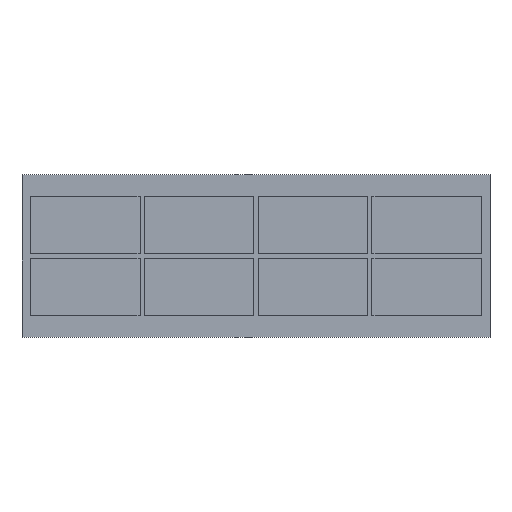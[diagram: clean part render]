
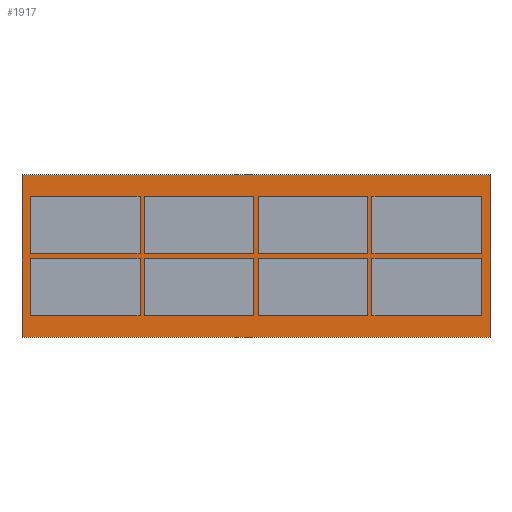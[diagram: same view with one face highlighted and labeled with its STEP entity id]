
A CAD part, top view. The second image highlights one B-rep face of the part: STEP entity #1917.
In plain terms, the highlighted planar face has unit normal (0, 0, 1).
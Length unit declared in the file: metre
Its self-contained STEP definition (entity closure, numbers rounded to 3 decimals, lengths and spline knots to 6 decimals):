
#85=ORIENTED_EDGE('',*,*,#607,.F.);
#86=ORIENTED_EDGE('',*,*,#608,.T.);
#87=ORIENTED_EDGE('',*,*,#609,.T.);
#88=ORIENTED_EDGE('',*,*,#610,.F.);
#89=ORIENTED_EDGE('',*,*,#611,.F.);
#90=ORIENTED_EDGE('',*,*,#612,.T.);
#91=ORIENTED_EDGE('',*,*,#613,.T.);
#92=ORIENTED_EDGE('',*,*,#614,.F.);
#93=ORIENTED_EDGE('',*,*,#615,.F.);
#94=ORIENTED_EDGE('',*,*,#616,.T.);
#95=ORIENTED_EDGE('',*,*,#617,.T.);
#96=ORIENTED_EDGE('',*,*,#618,.F.);
#97=ORIENTED_EDGE('',*,*,#619,.F.);
#98=ORIENTED_EDGE('',*,*,#620,.T.);
#99=ORIENTED_EDGE('',*,*,#621,.T.);
#100=ORIENTED_EDGE('',*,*,#622,.F.);
#101=ORIENTED_EDGE('',*,*,#623,.F.);
#102=ORIENTED_EDGE('',*,*,#624,.T.);
#103=ORIENTED_EDGE('',*,*,#625,.T.);
#104=ORIENTED_EDGE('',*,*,#626,.F.);
#105=ORIENTED_EDGE('',*,*,#627,.F.);
#106=ORIENTED_EDGE('',*,*,#628,.T.);
#107=ORIENTED_EDGE('',*,*,#629,.T.);
#108=ORIENTED_EDGE('',*,*,#630,.F.);
#109=ORIENTED_EDGE('',*,*,#631,.F.);
#110=ORIENTED_EDGE('',*,*,#632,.T.);
#111=ORIENTED_EDGE('',*,*,#633,.T.);
#112=ORIENTED_EDGE('',*,*,#634,.F.);
#113=ORIENTED_EDGE('',*,*,#635,.F.);
#114=ORIENTED_EDGE('',*,*,#636,.T.);
#115=ORIENTED_EDGE('',*,*,#593,.T.);
#116=ORIENTED_EDGE('',*,*,#637,.F.);
#117=ORIENTED_EDGE('',*,*,#638,.F.);
#118=ORIENTED_EDGE('',*,*,#639,.T.);
#119=ORIENTED_EDGE('',*,*,#640,.T.);
#120=ORIENTED_EDGE('',*,*,#641,.F.);
#593=EDGE_CURVE('',#858,#857,#1037,.T.);
#607=EDGE_CURVE('',#869,#870,#1051,.T.);
#608=EDGE_CURVE('',#869,#871,#1052,.T.);
#609=EDGE_CURVE('',#871,#872,#1053,.T.);
#610=EDGE_CURVE('',#870,#872,#1054,.T.);
#611=EDGE_CURVE('',#873,#874,#1055,.T.);
#612=EDGE_CURVE('',#873,#875,#1056,.T.);
#613=EDGE_CURVE('',#875,#876,#1057,.T.);
#614=EDGE_CURVE('',#874,#876,#1058,.T.);
#615=EDGE_CURVE('',#877,#878,#1059,.T.);
#616=EDGE_CURVE('',#877,#879,#1060,.T.);
#617=EDGE_CURVE('',#879,#880,#1061,.T.);
#618=EDGE_CURVE('',#878,#880,#1062,.T.);
#619=EDGE_CURVE('',#881,#882,#1063,.T.);
#620=EDGE_CURVE('',#881,#883,#1064,.T.);
#621=EDGE_CURVE('',#883,#884,#1065,.T.);
#622=EDGE_CURVE('',#882,#884,#1066,.T.);
#623=EDGE_CURVE('',#885,#886,#1067,.T.);
#624=EDGE_CURVE('',#885,#887,#1068,.T.);
#625=EDGE_CURVE('',#887,#888,#1069,.T.);
#626=EDGE_CURVE('',#886,#888,#1070,.T.);
#627=EDGE_CURVE('',#889,#890,#1071,.T.);
#628=EDGE_CURVE('',#889,#891,#1072,.T.);
#629=EDGE_CURVE('',#891,#892,#1073,.T.);
#630=EDGE_CURVE('',#890,#892,#1074,.T.);
#631=EDGE_CURVE('',#893,#894,#1075,.T.);
#632=EDGE_CURVE('',#893,#895,#1076,.T.);
#633=EDGE_CURVE('',#895,#896,#1077,.T.);
#634=EDGE_CURVE('',#894,#896,#1078,.T.);
#635=EDGE_CURVE('',#897,#898,#1079,.T.);
#636=EDGE_CURVE('',#897,#858,#1080,.T.);
#637=EDGE_CURVE('',#898,#857,#1081,.T.);
#638=EDGE_CURVE('',#899,#900,#1082,.T.);
#639=EDGE_CURVE('',#899,#901,#1083,.T.);
#640=EDGE_CURVE('',#901,#902,#1084,.T.);
#641=EDGE_CURVE('',#900,#902,#1085,.T.);
#857=VERTEX_POINT('',#2842);
#858=VERTEX_POINT('',#2844);
#869=VERTEX_POINT('',#2871);
#870=VERTEX_POINT('',#2872);
#871=VERTEX_POINT('',#2874);
#872=VERTEX_POINT('',#2876);
#873=VERTEX_POINT('',#2879);
#874=VERTEX_POINT('',#2880);
#875=VERTEX_POINT('',#2882);
#876=VERTEX_POINT('',#2884);
#877=VERTEX_POINT('',#2887);
#878=VERTEX_POINT('',#2888);
#879=VERTEX_POINT('',#2890);
#880=VERTEX_POINT('',#2892);
#881=VERTEX_POINT('',#2895);
#882=VERTEX_POINT('',#2896);
#883=VERTEX_POINT('',#2898);
#884=VERTEX_POINT('',#2900);
#885=VERTEX_POINT('',#2903);
#886=VERTEX_POINT('',#2904);
#887=VERTEX_POINT('',#2906);
#888=VERTEX_POINT('',#2908);
#889=VERTEX_POINT('',#2911);
#890=VERTEX_POINT('',#2912);
#891=VERTEX_POINT('',#2914);
#892=VERTEX_POINT('',#2916);
#893=VERTEX_POINT('',#2919);
#894=VERTEX_POINT('',#2920);
#895=VERTEX_POINT('',#2922);
#896=VERTEX_POINT('',#2924);
#897=VERTEX_POINT('',#2927);
#898=VERTEX_POINT('',#2928);
#899=VERTEX_POINT('',#2932);
#900=VERTEX_POINT('',#2933);
#901=VERTEX_POINT('',#2935);
#902=VERTEX_POINT('',#2937);
#1037=LINE('',#2843,#1305);
#1051=LINE('',#2870,#1319);
#1052=LINE('',#2873,#1320);
#1053=LINE('',#2875,#1321);
#1054=LINE('',#2877,#1322);
#1055=LINE('',#2878,#1323);
#1056=LINE('',#2881,#1324);
#1057=LINE('',#2883,#1325);
#1058=LINE('',#2885,#1326);
#1059=LINE('',#2886,#1327);
#1060=LINE('',#2889,#1328);
#1061=LINE('',#2891,#1329);
#1062=LINE('',#2893,#1330);
#1063=LINE('',#2894,#1331);
#1064=LINE('',#2897,#1332);
#1065=LINE('',#2899,#1333);
#1066=LINE('',#2901,#1334);
#1067=LINE('',#2902,#1335);
#1068=LINE('',#2905,#1336);
#1069=LINE('',#2907,#1337);
#1070=LINE('',#2909,#1338);
#1071=LINE('',#2910,#1339);
#1072=LINE('',#2913,#1340);
#1073=LINE('',#2915,#1341);
#1074=LINE('',#2917,#1342);
#1075=LINE('',#2918,#1343);
#1076=LINE('',#2921,#1344);
#1077=LINE('',#2923,#1345);
#1078=LINE('',#2925,#1346);
#1079=LINE('',#2926,#1347);
#1080=LINE('',#2929,#1348);
#1081=LINE('',#2930,#1349);
#1082=LINE('',#2931,#1350);
#1083=LINE('',#2934,#1351);
#1084=LINE('',#2936,#1352);
#1085=LINE('',#2938,#1353);
#1305=VECTOR('',#2315,1.);
#1319=VECTOR('',#2333,1.);
#1320=VECTOR('',#2334,1.);
#1321=VECTOR('',#2335,1.);
#1322=VECTOR('',#2336,1.);
#1323=VECTOR('',#2337,1.);
#1324=VECTOR('',#2338,1.);
#1325=VECTOR('',#2339,1.);
#1326=VECTOR('',#2340,1.);
#1327=VECTOR('',#2341,1.);
#1328=VECTOR('',#2342,1.);
#1329=VECTOR('',#2343,1.);
#1330=VECTOR('',#2344,1.);
#1331=VECTOR('',#2345,1.);
#1332=VECTOR('',#2346,1.);
#1333=VECTOR('',#2347,1.);
#1334=VECTOR('',#2348,1.);
#1335=VECTOR('',#2349,1.);
#1336=VECTOR('',#2350,1.);
#1337=VECTOR('',#2351,1.);
#1338=VECTOR('',#2352,1.);
#1339=VECTOR('',#2353,1.);
#1340=VECTOR('',#2354,1.);
#1341=VECTOR('',#2355,1.);
#1342=VECTOR('',#2356,1.);
#1343=VECTOR('',#2357,1.);
#1344=VECTOR('',#2358,1.);
#1345=VECTOR('',#2359,1.);
#1346=VECTOR('',#2360,1.);
#1347=VECTOR('',#2361,1.);
#1348=VECTOR('',#2362,1.);
#1349=VECTOR('',#2363,1.);
#1350=VECTOR('',#2364,1.);
#1351=VECTOR('',#2365,1.);
#1352=VECTOR('',#2366,1.);
#1353=VECTOR('',#2367,1.);
#1559=EDGE_LOOP('',(#85,#86,#87,#88));
#1560=EDGE_LOOP('',(#89,#90,#91,#92));
#1561=EDGE_LOOP('',(#93,#94,#95,#96));
#1562=EDGE_LOOP('',(#97,#98,#99,#100));
#1563=EDGE_LOOP('',(#101,#102,#103,#104));
#1564=EDGE_LOOP('',(#105,#106,#107,#108));
#1565=EDGE_LOOP('',(#109,#110,#111,#112));
#1566=EDGE_LOOP('',(#113,#114,#115,#116));
#1567=EDGE_LOOP('',(#117,#118,#119,#120));
#1681=FACE_BOUND('',#1559,.T.);
#1682=FACE_BOUND('',#1560,.T.);
#1683=FACE_BOUND('',#1561,.T.);
#1684=FACE_BOUND('',#1562,.T.);
#1685=FACE_BOUND('',#1563,.T.);
#1686=FACE_BOUND('',#1564,.T.);
#1687=FACE_BOUND('',#1565,.T.);
#1688=FACE_BOUND('',#1566,.T.);
#1689=FACE_BOUND('',#1567,.T.);
#1803=PLANE('',#2156);
#1917=ADVANCED_FACE('',(#1681,#1682,#1683,#1684,#1685,#1686,#1687,#1688,
#1689),#1803,.T.);
#2156=AXIS2_PLACEMENT_3D('',#2869,#2331,#2332);
#2315=DIRECTION('',(0.,1.,0.));
#2331=DIRECTION('',(0.,0.,1.));
#2332=DIRECTION('',(1.,0.,0.));
#2333=DIRECTION('',(0.,-1.,0.));
#2334=DIRECTION('',(1.,0.,0.));
#2335=DIRECTION('',(0.,-1.,0.));
#2336=DIRECTION('',(1.,0.,0.));
#2337=DIRECTION('',(0.,-1.,0.));
#2338=DIRECTION('',(1.,0.,0.));
#2339=DIRECTION('',(0.,-1.,0.));
#2340=DIRECTION('',(1.,0.,0.));
#2341=DIRECTION('',(0.,-1.,0.));
#2342=DIRECTION('',(1.,0.,0.));
#2343=DIRECTION('',(0.,-1.,0.));
#2344=DIRECTION('',(1.,0.,0.));
#2345=DIRECTION('',(0.,-1.,0.));
#2346=DIRECTION('',(1.,0.,0.));
#2347=DIRECTION('',(0.,-1.,0.));
#2348=DIRECTION('',(1.,0.,0.));
#2349=DIRECTION('',(0.,-1.,0.));
#2350=DIRECTION('',(1.,0.,0.));
#2351=DIRECTION('',(0.,-1.,0.));
#2352=DIRECTION('',(1.,0.,0.));
#2353=DIRECTION('',(0.,-1.,0.));
#2354=DIRECTION('',(1.,0.,0.));
#2355=DIRECTION('',(0.,-1.,0.));
#2356=DIRECTION('',(1.,0.,0.));
#2357=DIRECTION('',(0.,-1.,0.));
#2358=DIRECTION('',(1.,0.,0.));
#2359=DIRECTION('',(0.,-1.,0.));
#2360=DIRECTION('',(1.,0.,0.));
#2361=DIRECTION('',(0.,1.,0.));
#2362=DIRECTION('',(1.,0.,0.));
#2363=DIRECTION('',(1.,0.,0.));
#2364=DIRECTION('',(0.,-1.,0.));
#2365=DIRECTION('',(1.,0.,0.));
#2366=DIRECTION('',(0.,-1.,0.));
#2367=DIRECTION('',(1.,0.,0.));
#2842=CARTESIAN_POINT('',(0.023,0.008,0.));
#2843=CARTESIAN_POINT('',(0.023,0.004,0.));
#2844=CARTESIAN_POINT('',(0.023,0.,0.));
#2869=CARTESIAN_POINT('',(0.0115,0.004,0.));
#2870=CARTESIAN_POINT('',(0.0116,0.002485,0.));
#2871=CARTESIAN_POINT('',(0.0116,0.0039,0.));
#2872=CARTESIAN_POINT('',(0.0116,0.00107,0.));
#2873=CARTESIAN_POINT('',(0.0143,0.0039,0.));
#2874=CARTESIAN_POINT('',(0.017,0.0039,0.));
#2875=CARTESIAN_POINT('',(0.017,0.002485,0.));
#2876=CARTESIAN_POINT('',(0.017,0.00107,0.));
#2877=CARTESIAN_POINT('',(0.0143,0.00107,0.));
#2878=CARTESIAN_POINT('',(0.0172,0.005515,0.));
#2879=CARTESIAN_POINT('',(0.0172,0.00693,0.));
#2880=CARTESIAN_POINT('',(0.0172,0.0041,0.));
#2881=CARTESIAN_POINT('',(0.0199,0.00693,0.));
#2882=CARTESIAN_POINT('',(0.0226,0.00693,0.));
#2883=CARTESIAN_POINT('',(0.0226,0.005515,0.));
#2884=CARTESIAN_POINT('',(0.0226,0.0041,0.));
#2885=CARTESIAN_POINT('',(0.0199,0.0041,0.));
#2886=CARTESIAN_POINT('',(0.0116,0.005515,0.));
#2887=CARTESIAN_POINT('',(0.0116,0.00693,0.));
#2888=CARTESIAN_POINT('',(0.0116,0.0041,0.));
#2889=CARTESIAN_POINT('',(0.0143,0.00693,0.));
#2890=CARTESIAN_POINT('',(0.017,0.00693,0.));
#2891=CARTESIAN_POINT('',(0.017,0.005515,0.));
#2892=CARTESIAN_POINT('',(0.017,0.0041,0.));
#2893=CARTESIAN_POINT('',(0.0143,0.0041,0.));
#2894=CARTESIAN_POINT('',(0.006,0.005515,0.));
#2895=CARTESIAN_POINT('',(0.006,0.00693,0.));
#2896=CARTESIAN_POINT('',(0.006,0.0041,0.));
#2897=CARTESIAN_POINT('',(0.0087,0.00693,0.));
#2898=CARTESIAN_POINT('',(0.0114,0.00693,0.));
#2899=CARTESIAN_POINT('',(0.0114,0.005515,0.));
#2900=CARTESIAN_POINT('',(0.0114,0.0041,0.));
#2901=CARTESIAN_POINT('',(0.0087,0.0041,0.));
#2902=CARTESIAN_POINT('',(0.006,0.002485,0.));
#2903=CARTESIAN_POINT('',(0.006,0.0039,0.));
#2904=CARTESIAN_POINT('',(0.006,0.00107,0.));
#2905=CARTESIAN_POINT('',(0.0087,0.0039,0.));
#2906=CARTESIAN_POINT('',(0.0114,0.0039,0.));
#2907=CARTESIAN_POINT('',(0.0114,0.002485,0.));
#2908=CARTESIAN_POINT('',(0.0114,0.00107,0.));
#2909=CARTESIAN_POINT('',(0.0087,0.00107,0.));
#2910=CARTESIAN_POINT('',(0.0172,0.002485,0.));
#2911=CARTESIAN_POINT('',(0.0172,0.0039,0.));
#2912=CARTESIAN_POINT('',(0.0172,0.00107,0.));
#2913=CARTESIAN_POINT('',(0.0199,0.0039,0.));
#2914=CARTESIAN_POINT('',(0.0226,0.0039,0.));
#2915=CARTESIAN_POINT('',(0.0226,0.002485,0.));
#2916=CARTESIAN_POINT('',(0.0226,0.00107,0.));
#2917=CARTESIAN_POINT('',(0.0199,0.00107,0.));
#2918=CARTESIAN_POINT('',(0.0004,0.005515,0.));
#2919=CARTESIAN_POINT('',(0.0004,0.00693,0.));
#2920=CARTESIAN_POINT('',(0.0004,0.0041,0.));
#2921=CARTESIAN_POINT('',(0.0031,0.00693,0.));
#2922=CARTESIAN_POINT('',(0.0058,0.00693,0.));
#2923=CARTESIAN_POINT('',(0.0058,0.005515,0.));
#2924=CARTESIAN_POINT('',(0.0058,0.0041,0.));
#2925=CARTESIAN_POINT('',(0.0031,0.0041,0.));
#2926=CARTESIAN_POINT('',(0.,0.004,0.));
#2927=CARTESIAN_POINT('',(0.,0.,0.));
#2928=CARTESIAN_POINT('',(0.,0.008,0.));
#2929=CARTESIAN_POINT('',(0.0115,0.,0.));
#2930=CARTESIAN_POINT('',(0.0115,0.008,0.));
#2931=CARTESIAN_POINT('',(0.0004,0.002485,0.));
#2932=CARTESIAN_POINT('',(0.0004,0.0039,0.));
#2933=CARTESIAN_POINT('',(0.0004,0.00107,0.));
#2934=CARTESIAN_POINT('',(0.0031,0.0039,0.));
#2935=CARTESIAN_POINT('',(0.0058,0.0039,0.));
#2936=CARTESIAN_POINT('',(0.0058,0.002485,0.));
#2937=CARTESIAN_POINT('',(0.0058,0.00107,0.));
#2938=CARTESIAN_POINT('',(0.0031,0.00107,0.));
